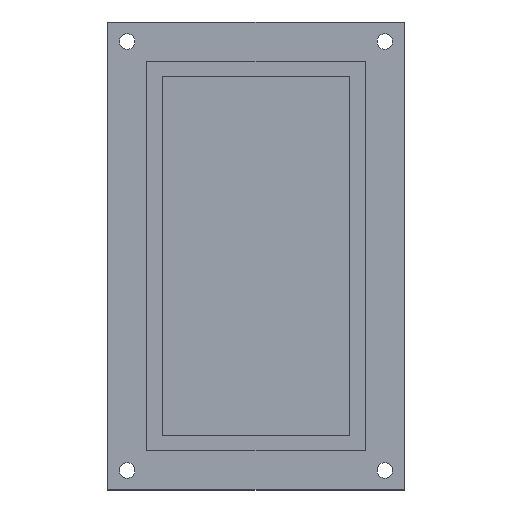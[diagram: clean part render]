
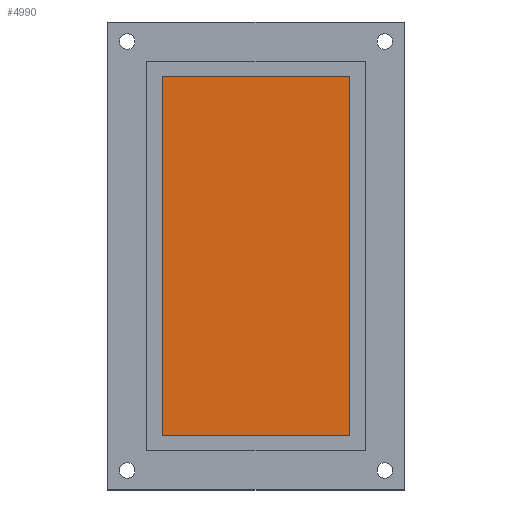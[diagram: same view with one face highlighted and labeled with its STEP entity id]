
A CAD part, top view. The second image highlights one B-rep face of the part: STEP entity #4990.
In plain terms, the highlighted planar face has unit normal (0, 0, 1).
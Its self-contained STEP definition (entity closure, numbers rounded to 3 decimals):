
#4696 = PLANE('',#4697);
#4697 = AXIS2_PLACEMENT_3D('',#4698,#4699,#4700);
#4698 = CARTESIAN_POINT('',(-11.97,-22.892,1.));
#4699 = DIRECTION('',(-1.,0.,0.));
#4700 = DIRECTION('',(0.,1.,0.));
#4724 = PLANE('',#4725);
#4725 = AXIS2_PLACEMENT_3D('',#4726,#4727,#4728);
#4726 = CARTESIAN_POINT('',(11.97,-22.892,1.));
#4727 = DIRECTION('',(0.,-1.,0.));
#4728 = DIRECTION('',(-1.,0.,0.));
#4752 = PLANE('',#4753);
#4753 = AXIS2_PLACEMENT_3D('',#4754,#4755,#4756);
#4754 = CARTESIAN_POINT('',(11.97,22.892,1.));
#4755 = DIRECTION('',(1.,0.,0.));
#4756 = DIRECTION('',(0.,-1.,0.));
#4778 = PLANE('',#4779);
#4779 = AXIS2_PLACEMENT_3D('',#4780,#4781,#4782);
#4780 = CARTESIAN_POINT('',(-11.97,22.892,1.));
#4781 = DIRECTION('',(0.,1.,0.));
#4782 = DIRECTION('',(1.,0.,0.));
#4794 = VERTEX_POINT('',#4795);
#4795 = CARTESIAN_POINT('',(-11.97,-22.892,1.));
#4818 = VERTEX_POINT('',#4819);
#4819 = CARTESIAN_POINT('',(-11.97,22.892,1.));
#4840 = EDGE_CURVE('',#4794,#4818,#4841,.T.);
#4841 = SURFACE_CURVE('',#4842,(#4846,#4853),.PCURVE_S1.);
#4842 = LINE('',#4843,#4844);
#4843 = CARTESIAN_POINT('',(-11.97,-22.892,1.));
#4844 = VECTOR('',#4845,1.);
#4845 = DIRECTION('',(0.,1.,0.));
#4846 = PCURVE('',#4696,#4847);
#4847 = DEFINITIONAL_REPRESENTATION('',(#4848),#4852);
#4848 = LINE('',#4849,#4850);
#4849 = CARTESIAN_POINT('',(0.,0.));
#4850 = VECTOR('',#4851,1.);
#4851 = DIRECTION('',(1.,0.));
#4852 = ( GEOMETRIC_REPRESENTATION_CONTEXT(2) 
PARAMETRIC_REPRESENTATION_CONTEXT() REPRESENTATION_CONTEXT('2D SPACE',''
  ) );
#4853 = PCURVE('',#4854,#4859);
#4854 = PLANE('',#4855);
#4855 = AXIS2_PLACEMENT_3D('',#4856,#4857,#4858);
#4856 = CARTESIAN_POINT('',(0.,0.,1.));
#4857 = DIRECTION('',(-0.,-0.,-1.));
#4858 = DIRECTION('',(-1.,0.,0.));
#4859 = DEFINITIONAL_REPRESENTATION('',(#4860),#4864);
#4860 = LINE('',#4861,#4862);
#4861 = CARTESIAN_POINT('',(11.97,-22.892));
#4862 = VECTOR('',#4863,1.);
#4863 = DIRECTION('',(0.,1.));
#4864 = ( GEOMETRIC_REPRESENTATION_CONTEXT(2) 
PARAMETRIC_REPRESENTATION_CONTEXT() REPRESENTATION_CONTEXT('2D SPACE',''
  ) );
#4870 = VERTEX_POINT('',#4871);
#4871 = CARTESIAN_POINT('',(11.97,-22.892,1.));
#4894 = EDGE_CURVE('',#4870,#4794,#4895,.T.);
#4895 = SURFACE_CURVE('',#4896,(#4900,#4907),.PCURVE_S1.);
#4896 = LINE('',#4897,#4898);
#4897 = CARTESIAN_POINT('',(11.97,-22.892,1.));
#4898 = VECTOR('',#4899,1.);
#4899 = DIRECTION('',(-1.,0.,0.));
#4900 = PCURVE('',#4724,#4901);
#4901 = DEFINITIONAL_REPRESENTATION('',(#4902),#4906);
#4902 = LINE('',#4903,#4904);
#4903 = CARTESIAN_POINT('',(0.,-0.));
#4904 = VECTOR('',#4905,1.);
#4905 = DIRECTION('',(1.,0.));
#4906 = ( GEOMETRIC_REPRESENTATION_CONTEXT(2) 
PARAMETRIC_REPRESENTATION_CONTEXT() REPRESENTATION_CONTEXT('2D SPACE',''
  ) );
#4907 = PCURVE('',#4854,#4908);
#4908 = DEFINITIONAL_REPRESENTATION('',(#4909),#4913);
#4909 = LINE('',#4910,#4911);
#4910 = CARTESIAN_POINT('',(-11.97,-22.892));
#4911 = VECTOR('',#4912,1.);
#4912 = DIRECTION('',(1.,0.));
#4913 = ( GEOMETRIC_REPRESENTATION_CONTEXT(2) 
PARAMETRIC_REPRESENTATION_CONTEXT() REPRESENTATION_CONTEXT('2D SPACE',''
  ) );
#4921 = VERTEX_POINT('',#4922);
#4922 = CARTESIAN_POINT('',(11.97,22.892,1.));
#4943 = EDGE_CURVE('',#4818,#4921,#4944,.T.);
#4944 = SURFACE_CURVE('',#4945,(#4949,#4956),.PCURVE_S1.);
#4945 = LINE('',#4946,#4947);
#4946 = CARTESIAN_POINT('',(-11.97,22.892,1.));
#4947 = VECTOR('',#4948,1.);
#4948 = DIRECTION('',(1.,0.,0.));
#4949 = PCURVE('',#4778,#4950);
#4950 = DEFINITIONAL_REPRESENTATION('',(#4951),#4955);
#4951 = LINE('',#4952,#4953);
#4952 = CARTESIAN_POINT('',(0.,0.));
#4953 = VECTOR('',#4954,1.);
#4954 = DIRECTION('',(1.,0.));
#4955 = ( GEOMETRIC_REPRESENTATION_CONTEXT(2) 
PARAMETRIC_REPRESENTATION_CONTEXT() REPRESENTATION_CONTEXT('2D SPACE',''
  ) );
#4956 = PCURVE('',#4854,#4957);
#4957 = DEFINITIONAL_REPRESENTATION('',(#4958),#4962);
#4958 = LINE('',#4959,#4960);
#4959 = CARTESIAN_POINT('',(11.97,22.892));
#4960 = VECTOR('',#4961,1.);
#4961 = DIRECTION('',(-1.,0.));
#4962 = ( GEOMETRIC_REPRESENTATION_CONTEXT(2) 
PARAMETRIC_REPRESENTATION_CONTEXT() REPRESENTATION_CONTEXT('2D SPACE',''
  ) );
#4970 = EDGE_CURVE('',#4921,#4870,#4971,.T.);
#4971 = SURFACE_CURVE('',#4972,(#4976,#4983),.PCURVE_S1.);
#4972 = LINE('',#4973,#4974);
#4973 = CARTESIAN_POINT('',(11.97,22.892,1.));
#4974 = VECTOR('',#4975,1.);
#4975 = DIRECTION('',(0.,-1.,0.));
#4976 = PCURVE('',#4752,#4977);
#4977 = DEFINITIONAL_REPRESENTATION('',(#4978),#4982);
#4978 = LINE('',#4979,#4980);
#4979 = CARTESIAN_POINT('',(0.,0.));
#4980 = VECTOR('',#4981,1.);
#4981 = DIRECTION('',(1.,0.));
#4982 = ( GEOMETRIC_REPRESENTATION_CONTEXT(2) 
PARAMETRIC_REPRESENTATION_CONTEXT() REPRESENTATION_CONTEXT('2D SPACE',''
  ) );
#4983 = PCURVE('',#4854,#4984);
#4984 = DEFINITIONAL_REPRESENTATION('',(#4985),#4989);
#4985 = LINE('',#4986,#4987);
#4986 = CARTESIAN_POINT('',(-11.97,22.892));
#4987 = VECTOR('',#4988,1.);
#4988 = DIRECTION('',(0.,-1.));
#4989 = ( GEOMETRIC_REPRESENTATION_CONTEXT(2) 
PARAMETRIC_REPRESENTATION_CONTEXT() REPRESENTATION_CONTEXT('2D SPACE',''
  ) );
#4990 = ADVANCED_FACE('',(#4991),#4854,.F.);
#4991 = FACE_BOUND('',#4992,.F.);
#4992 = EDGE_LOOP('',(#4993,#4994,#4995,#4996));
#4993 = ORIENTED_EDGE('',*,*,#4894,.T.);
#4994 = ORIENTED_EDGE('',*,*,#4840,.T.);
#4995 = ORIENTED_EDGE('',*,*,#4943,.T.);
#4996 = ORIENTED_EDGE('',*,*,#4970,.T.);
